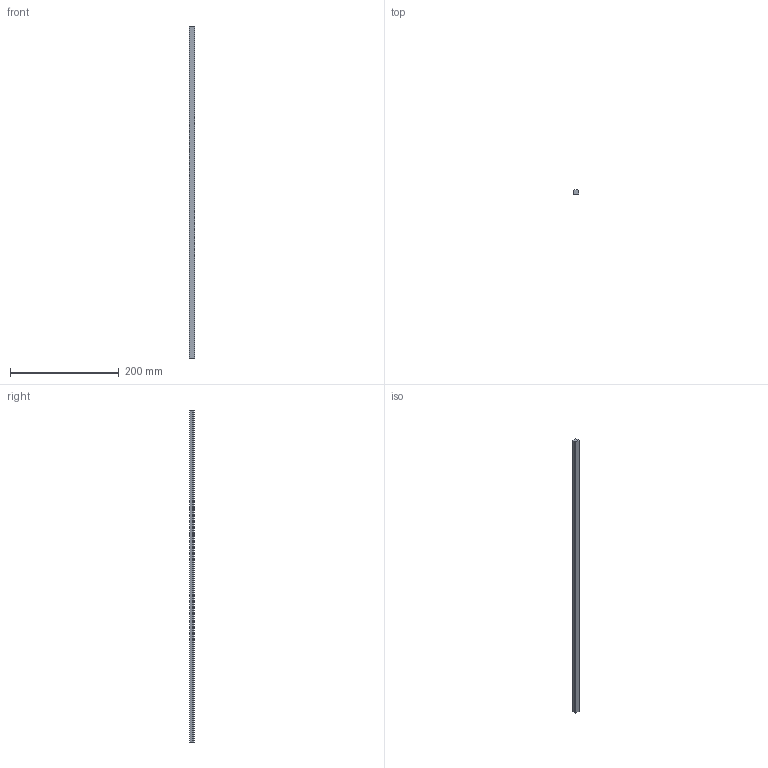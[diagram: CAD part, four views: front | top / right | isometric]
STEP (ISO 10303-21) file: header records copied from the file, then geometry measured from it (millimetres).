
FILE_DESCRIPTION (( 'STEP AP214' ), '1' );
FILE_NAME ('ShaftRailAssembly_B841135FAB.step', '2021-11-23T13:25:57', ( '' ), ( '' ), 'SwSTEP 2.0', 'SolidWorks 2019', '' );
FILE_SCHEMA (( 'AUTOMOTIVE_DESIGN' ));
Length unit declared in the file: inch
Products named in the file (3): kMKtWiR3VQ_CADModel_0; ShaftRailAssembly_B841135FAB
Assembly tree (1 placements, depth 2):
  kMKtWiR3VQ_CADModel_0
  ShaftRailAssembly_B841135FAB
    kMKtWiR3VQ_CADModel_0
Bounding box: 9.4 x 8.66 x 609.6 mm (x, y, z)
Volume: 42061.4 mm3; surface area: 20919.3 mm2
Topology: 1 solids, 1 shells, 12 faces, 30 edges, 20 vertices
Faces by surface type: plane 12
Entity records: 599 total; most frequent: CARTESIAN_POINT 67, DIRECTION 64, ORIENTED_EDGE 60, VECTOR 30, EDGE_CURVE 30, LINE 30, VERTEX_POINT 20, AXIS2_PLACEMENT_3D 17
